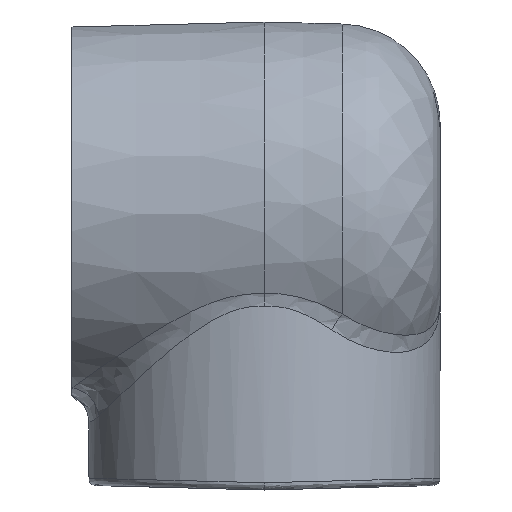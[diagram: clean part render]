
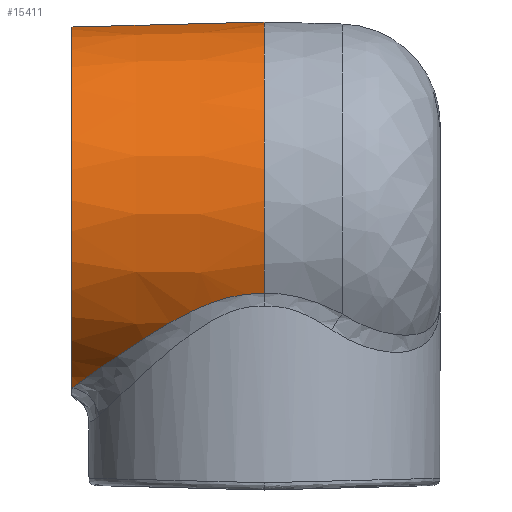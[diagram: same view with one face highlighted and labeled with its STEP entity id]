
A CAD part, left-side view. The second image highlights one B-rep face of the part: STEP entity #15411.
In plain terms, the highlighted conical face has half-angle 1.5 degrees and reference radius 71.762 mm.
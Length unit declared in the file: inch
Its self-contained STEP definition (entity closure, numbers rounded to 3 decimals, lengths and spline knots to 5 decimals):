
#26=CONICAL_SURFACE('',#16128,2.82528,0.026);
#149=CIRCLE('',#16129,2.82528);
#150=CIRCLE('',#16130,2.75);
#1209=B_SPLINE_CURVE_WITH_KNOTS('',3,(#28178,#28179,#28180,#28181,#28182,
#28183,#28184,#28185,#28186,#28187),.UNSPECIFIED.,.F.,.F.,(4,1,1,1,1,1,
1,4),(-10.50929,-9.78568,-9.03294,-7.52745,
-6.02196,-3.01098,-1.50549,0.),.UNSPECIFIED.);
#2464=FACE_OUTER_BOUND('',#3398,.T.);
#3398=EDGE_LOOP('',(#14113,#14114,#14115,#14116));
#4873=LINE('',#28521,#6260);
#6260=VECTOR('',#18861,0.3937);
#7713=VERTEX_POINT('',#28020);
#7716=VERTEX_POINT('',#28177);
#7726=VERTEX_POINT('',#28518);
#7727=VERTEX_POINT('',#28520);
#9868=EDGE_CURVE('',#7713,#7716,#1209,.T.);
#9887=EDGE_CURVE('',#7726,#7713,#149,.T.);
#9888=EDGE_CURVE('',#7726,#7727,#4873,.T.);
#9889=EDGE_CURVE('',#7716,#7727,#150,.T.);
#14113=ORIENTED_EDGE('',*,*,#9868,.F.);
#14114=ORIENTED_EDGE('',*,*,#9887,.F.);
#14115=ORIENTED_EDGE('',*,*,#9888,.T.);
#14116=ORIENTED_EDGE('',*,*,#9889,.F.);
#15411=ADVANCED_FACE('',(#2464),#26,.T.);
#16128=AXIS2_PLACEMENT_3D('',#28517,#18857,#18858);
#16129=AXIS2_PLACEMENT_3D('',#28519,#18859,#18860);
#16130=AXIS2_PLACEMENT_3D('',#28522,#18862,#18863);
#18857=DIRECTION('center_axis',(0.,-1.,0.));
#18858=DIRECTION('ref_axis',(0.,0.,1.));
#18859=DIRECTION('center_axis',(0.,-1.,0.));
#18860=DIRECTION('ref_axis',(0.,0.,1.));
#18861=DIRECTION('',(0.,1.,-0.026));
#18862=DIRECTION('center_axis',(0.,1.,0.));
#18863=DIRECTION('ref_axis',(0.,0.,1.));
#28020=CARTESIAN_POINT('',(-7.23122,-0.125,-1.22953));
#28177=CARTESIAN_POINT('',(-5.46261,2.75,-2.63851));
#28178=CARTESIAN_POINT('Ctrl Pts',(-7.23121,-0.125,
-1.22953));
#28179=CARTESIAN_POINT('Ctrl Pts',(-7.23061,-0.03017,
-1.22509));
#28180=CARTESIAN_POINT('Ctrl Pts',(-7.22151,0.16424,
-1.2323));
#28181=CARTESIAN_POINT('Ctrl Pts',(-7.17215,0.54294,
-1.31005));
#28182=CARTESIAN_POINT('Ctrl Pts',(-7.0603,0.9768,
-1.4896));
#28183=CARTESIAN_POINT('Ctrl Pts',(-6.79883,1.58958,-1.83423));
#28184=CARTESIAN_POINT('Ctrl Pts',(-6.41805,2.11295,-2.19132));
#28185=CARTESIAN_POINT('Ctrl Pts',(-5.91179,2.52778,-2.48275));
#28186=CARTESIAN_POINT('Ctrl Pts',(-5.61787,2.68623,-2.59464));
#28187=CARTESIAN_POINT('Ctrl Pts',(-5.46261,2.75,-2.63851));
#28517=CARTESIAN_POINT('Origin',(-4.6875,-0.125,0.));
#28518=CARTESIAN_POINT('',(-4.6875,-0.125,2.82528));
#28519=CARTESIAN_POINT('Origin',(-4.6875,-0.125,0.));
#28520=CARTESIAN_POINT('',(-4.6875,2.75,2.75));
#28521=CARTESIAN_POINT('',(-4.6875,-0.125,2.82528));
#28522=CARTESIAN_POINT('Origin',(-4.6875,2.75,0.));
